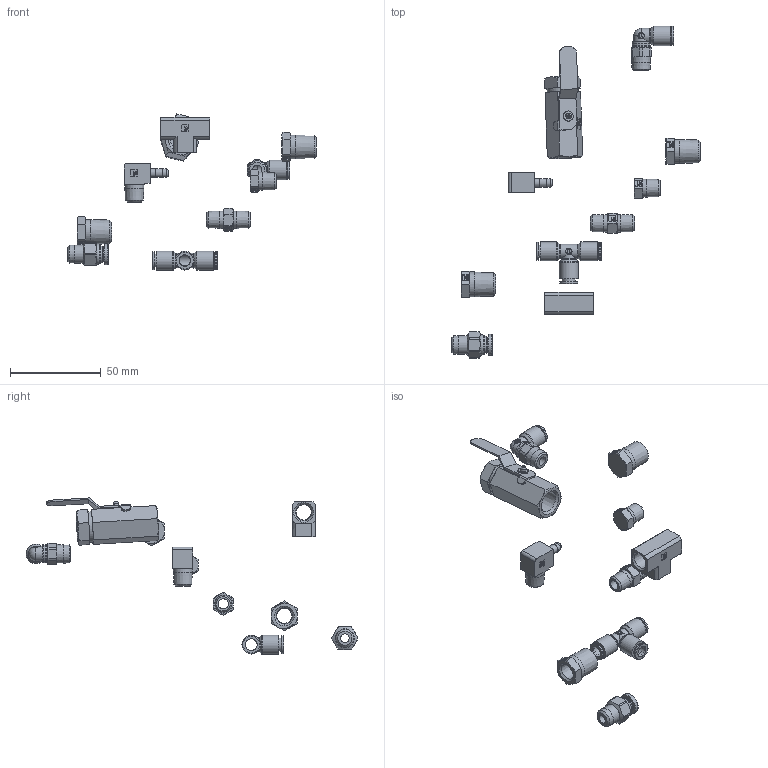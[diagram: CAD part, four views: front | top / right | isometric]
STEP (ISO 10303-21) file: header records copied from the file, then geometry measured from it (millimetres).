
FILE_DESCRIPTION(/* description */ (''),/* implementation_level */ '2;1');
FILE_NAME(/* name */ 'fc18-103_FittingKit.iam.step',/* time_stamp */ '2017-11-30T11:22:30-08:00',/* author */ ('Autodesk Inc.'),/* organization */ ('Autodesk Inc.'),/* preprocessor_version */ 'ST-DEVELOPER v16.13',/* originating_system */ 'Autodesk Inventor 2018',/* authorisation */ '');
FILE_SCHEMA (('AUTOMOTIVE_DESIGN { 1 0 10303 214 3 1 1 }'));
Length unit declared in the file: inch
Products named in the file (11): fc17-152; 229-4-2; 209P-4-2; 364PLP-4; 216P-2; 218P-2; 218P-4; 2203P-2; MV709-4; w369plp-4-2; W68PLP-4-2
Assembly tree (10 placements, depth 2):
  fc17-152
    229-4-2
    209P-4-2
    364PLP-4
    216P-2
    218P-2
    218P-4
    2203P-2
    MV709-4
    w369plp-4-2
    W68PLP-4-2
Bounding box: 137.48 x 183.23 x 86.26 mm (x, y, z)
Volume: 25666.8 mm3; surface area: 21372.1 mm2
Topology: 10 solids, 10 shells, 778 faces, 1975 edges, 1280 vertices
Faces by surface type: plane 370, cylinder 261, cone 126, torus 18, sphere 2, bspline 1
Full cylindrical faces by diameter (mm): 3.048 x2, 3.5 x2, 4.648 x3, 4.775 x1, 5 x1, 5.563 x2, 5.588 x4, 6.35 x6, 7.2 x3, 7.55 x1, 7.8 x1, 7.849 x1, 8 x1, 8.331 x1, 8.611 x4, 8.737 x1, 9.652 x2, 9.9 x3, 9.906 x1, 9.996 x1, 10 x1, 10.033 x1, 10.185 x1, 10.414 x1, 10.45 x1, 10.5 x3, 10.85 x1, 11.199 x2, 11.684 x1, 13.208 x1
Entity records: 23985 total; most frequent: CARTESIAN_POINT 5460, DIRECTION 3845, ORIENTED_EDGE 3572, EDGE_CURVE 1786, AXIS2_PLACEMENT_3D 1453, VERTEX_POINT 1220, EDGE_LOOP 988, LINE 939
